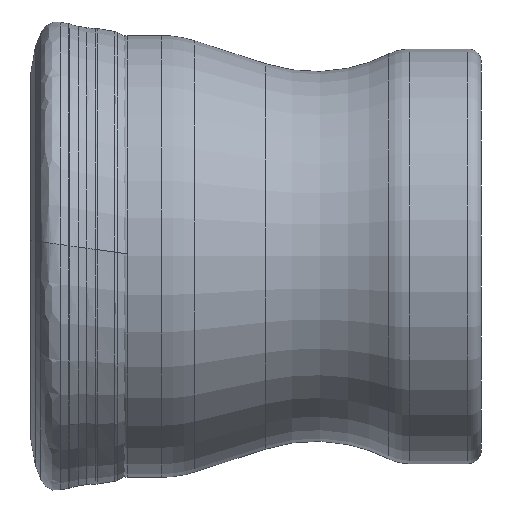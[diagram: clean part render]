
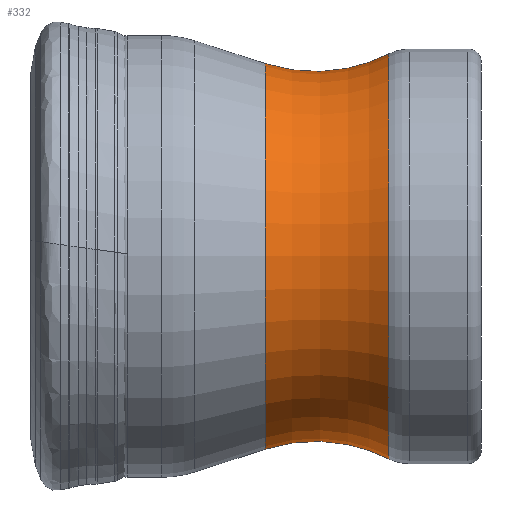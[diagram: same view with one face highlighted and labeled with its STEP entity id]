
A CAD part, front view. The second image highlights one B-rep face of the part: STEP entity #332.
In plain terms, the highlighted toroidal (fillet/blend) face has major radius 38.5 mm and minor radius 18 mm.
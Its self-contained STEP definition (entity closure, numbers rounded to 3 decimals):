
#332=ADVANCED_FACE('',(#454,#455),#439,.F.);
#439=TOROIDAL_SURFACE('',#1448,38.5,18.);
#454=FACE_BOUND('',#498,.T.);
#455=FACE_BOUND('',#499,.T.);
#498=EDGE_LOOP('',(#628));
#499=EDGE_LOOP('',(#629));
#628=ORIENTED_EDGE('',*,*,#1115,.F.);
#629=ORIENTED_EDGE('',*,*,#1116,.T.);
#1008=VERTEX_POINT('',#2012);
#1009=VERTEX_POINT('',#2015);
#1115=EDGE_CURVE('',#1008,#1008,#1306,.T.);
#1116=EDGE_CURVE('',#1009,#1009,#1307,.T.);
#1306=CIRCLE('',#1445,21.381);
#1307=CIRCLE('',#1447,22.457);
#1445=AXIS2_PLACEMENT_3D('',#2011,#1624,#1625);
#1447=AXIS2_PLACEMENT_3D('',#2014,#1628,#1629);
#1448=AXIS2_PLACEMENT_3D('',#2016,#1630,#1631);
#1624=DIRECTION('',(-1.,0.,0.));
#1625=DIRECTION('',(0.,0.,1.));
#1628=DIRECTION('',(-1.,0.,0.));
#1629=DIRECTION('',(0.,0.,1.));
#1630=DIRECTION('',(-1.,0.,0.));
#1631=DIRECTION('',(0.,0.,1.));
#2011=CARTESIAN_POINT('',(26.009,0.,0.));
#2012=CARTESIAN_POINT('',(26.009,0.,21.381));
#2014=CARTESIAN_POINT('',(39.733,0.,0.));
#2015=CARTESIAN_POINT('',(39.733,0.,22.457));
#2016=CARTESIAN_POINT('',(31.572,0.,0.));
